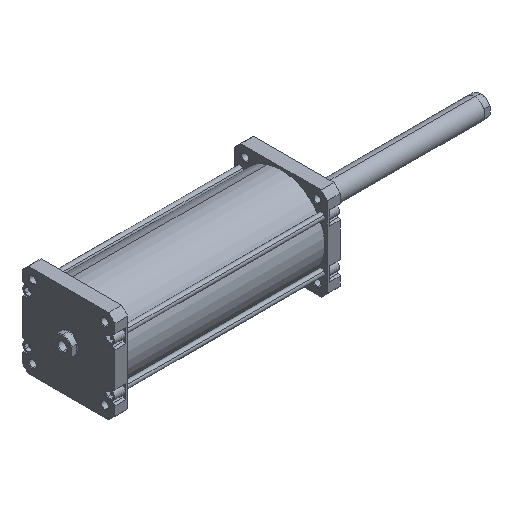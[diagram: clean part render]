
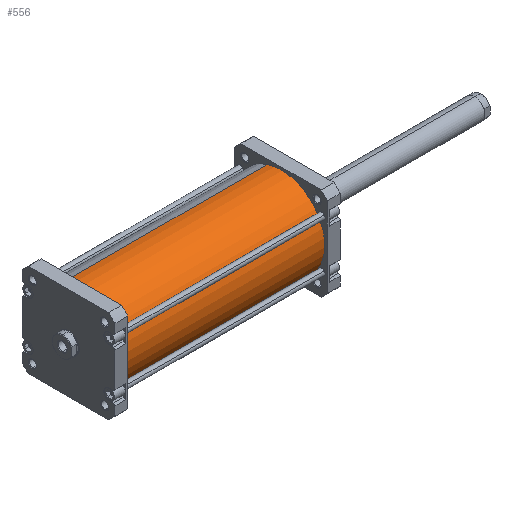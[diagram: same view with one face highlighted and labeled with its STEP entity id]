
A CAD part, isometric view. The second image highlights one B-rep face of the part: STEP entity #556.
In plain terms, the highlighted cylindrical face has radius 85 mm (diameter 170 mm), a partial arc.
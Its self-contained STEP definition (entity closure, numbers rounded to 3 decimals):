
#102 = VERTEX_POINT ( 'NONE', #919 ) ;
#104 = VERTEX_POINT ( 'NONE', #920 ) ;
#230 = EDGE_LOOP ( 'NONE', ( #5248, #5242, #5439, #5438 ) ) ;
#556 = ADVANCED_FACE ( 'NONE', ( #5931 ), #5935, .T. ) ;
#753 = VERTEX_POINT ( 'NONE', #1858 ) ;
#771 = VERTEX_POINT ( 'NONE', #1876 ) ;
#919 = CARTESIAN_POINT ( 'NONE',  ( -85., 0., 387. ) ) ;
#920 = CARTESIAN_POINT ( 'NONE',  ( 85., 0., 387. ) ) ;
#1403 = DIRECTION ( 'NONE',  ( -1., 0., 0. ) ) ;
#1404 = DIRECTION ( 'NONE',  ( 0., 0., -1. ) ) ;
#1405 = CARTESIAN_POINT ( 'NONE',  ( 0., 0., 387. ) ) ;
#1858 = CARTESIAN_POINT ( 'NONE',  ( 85., 0., 0. ) ) ;
#1876 = CARTESIAN_POINT ( 'NONE',  ( -85., 0., 0. ) ) ;
#2400 = EDGE_CURVE ( 'NONE', #102, #104, #4496, .T. ) ;
#2407 = EDGE_CURVE ( 'NONE', #771, #753, #4507, .T. ) ;
#2643 = CARTESIAN_POINT ( 'NONE',  ( 0., 0., 387. ) ) ;
#2650 = DIRECTION ( 'NONE',  ( 0., 0., 1. ) ) ;
#2651 = DIRECTION ( 'NONE',  ( 1., 0., 0. ) ) ;
#2668 = CARTESIAN_POINT ( 'NONE',  ( 0., 0., 0. ) ) ;
#2669 = DIRECTION ( 'NONE',  ( 0., 0., 1. ) ) ;
#2670 = DIRECTION ( 'NONE',  ( 1., 0., 0. ) ) ;
#2860 = CARTESIAN_POINT ( 'NONE',  ( -85., 0., 387. ) ) ;
#2863 = DIRECTION ( 'NONE',  ( 0., 0., -1. ) ) ;
#3083 = CARTESIAN_POINT ( 'NONE',  ( 85., 0., 387. ) ) ;
#3084 = DIRECTION ( 'NONE',  ( 0., 0., -1. ) ) ;
#3674 = EDGE_CURVE ( 'NONE', #102, #771, #4631, .T. ) ;
#3766 = EDGE_CURVE ( 'NONE', #104, #753, #4779, .T. ) ;
#4028 = AXIS2_PLACEMENT_3D ( 'NONE', #1405, #1404, #1403 ) ;
#4170 = AXIS2_PLACEMENT_3D ( 'NONE', #2643, #2650, #2651 ) ;
#4175 = AXIS2_PLACEMENT_3D ( 'NONE', #2668, #2669, #2670 ) ;
#4496 = CIRCLE ( 'NONE', #4170, 85. ) ;
#4507 = CIRCLE ( 'NONE', #4175, 85. ) ;
#4631 = LINE ( 'NONE', #2860, #4634 ) ;
#4634 = VECTOR ( 'NONE', #2863, 1000. ) ;
#4772 = VECTOR ( 'NONE', #3084, 1000. ) ;
#4779 = LINE ( 'NONE', #3083, #4772 ) ;
#5242 = ORIENTED_EDGE ( 'NONE', *, *, #2400, .F. ) ;
#5248 = ORIENTED_EDGE ( 'NONE', *, *, #3766, .F. ) ;
#5438 = ORIENTED_EDGE ( 'NONE', *, *, #2407, .T. ) ;
#5439 = ORIENTED_EDGE ( 'NONE', *, *, #3674, .T. ) ;
#5931 = FACE_OUTER_BOUND ( 'NONE', #230, .T. ) ;
#5935 = CYLINDRICAL_SURFACE ( 'NONE', #4028, 85. ) ;
